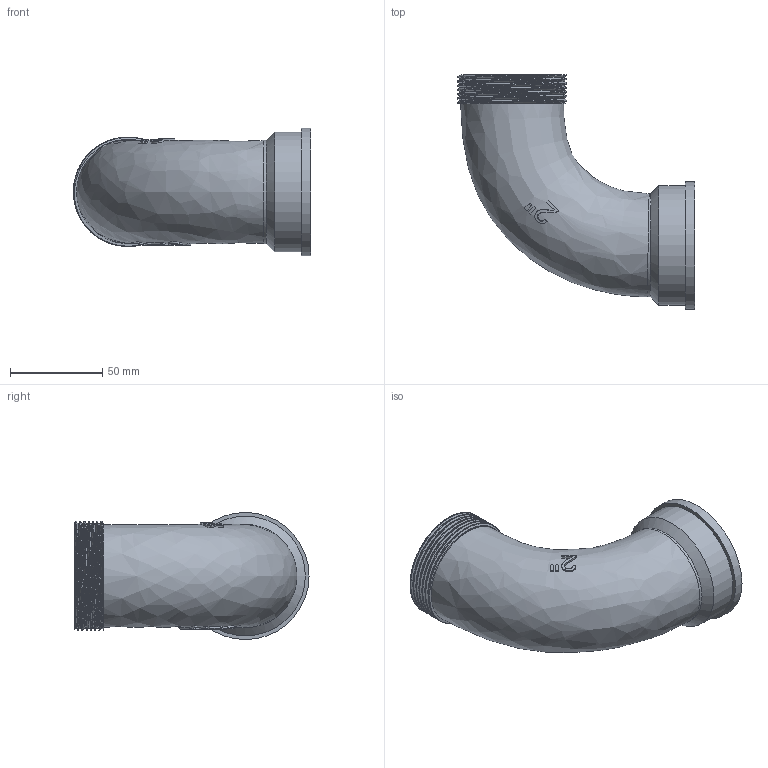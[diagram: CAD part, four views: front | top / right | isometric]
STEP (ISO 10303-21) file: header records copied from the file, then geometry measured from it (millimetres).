
FILE_DESCRIPTION(/* description */ (''),/* implementation_level */ '2;1');
FILE_NAME(/* name */ 'MF0402.063.063.step',/* time_stamp */ '2026-01-20T18:41:25+01:00',/* author */ (''),/* organization */ (''),/* preprocessor_version */ 'ST-DEVELOPER v20.1',/* originating_system */ 'Autodesk Translation Framework v14.21.0.0',/* authorisation */ '');
FILE_SCHEMA (('AUTOMOTIVE_DESIGN { 1 0 10303 214 3 1 1 }'));
Length unit declared in the file: millimetre
Products named in the file (1): 2026-01-20-16-17-40-034
Bounding box: 128.79 x 127 x 69 mm (x, y, z)
Volume: 109503 mm3; surface area: 62217.4 mm2
Topology: 1 solids, 1 shells, 92 faces, 241 edges, 160 vertices
Faces by surface type: bspline 63, cylinder 20, plane 6, cone 3
Full cylindrical faces by diameter (mm): 51 x1, 53.746 x7, 56.656 x6, 65 x1, 69 x1
Entity records: 14418 total; most frequent: CARTESIAN_POINT 12599, ORIENTED_EDGE 482, EDGE_CURVE 241, B_SPLINE_CURVE_WITH_KNOTS 163, VERTEX_POINT 160, DIRECTION 154, EDGE_LOOP 103, FACE_OUTER_BOUND 92
